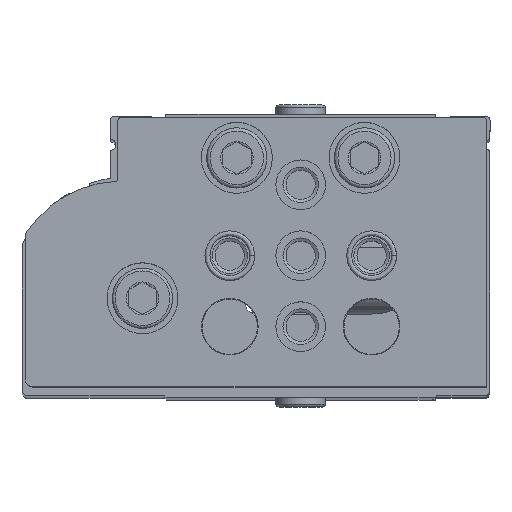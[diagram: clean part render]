
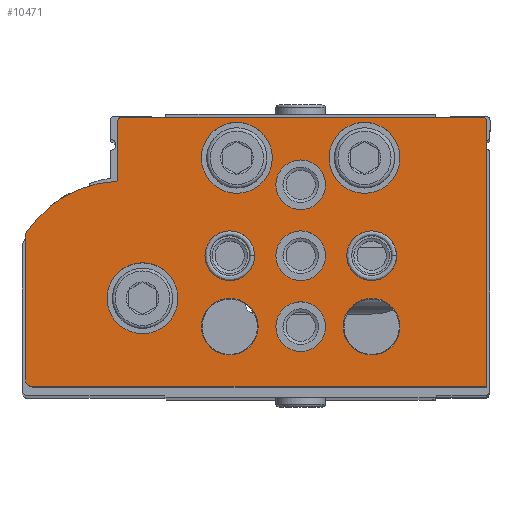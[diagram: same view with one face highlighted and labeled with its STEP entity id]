
A CAD part, top view. The second image highlights one B-rep face of the part: STEP entity #10471.
In plain terms, the highlighted face is planar.
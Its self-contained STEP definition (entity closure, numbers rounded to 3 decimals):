
#1081=LINE('',#17627,#1900);
#1083=LINE('',#17631,#1902);
#1086=LINE('',#17639,#1905);
#1091=LINE('',#17655,#1910);
#1094=LINE('',#17663,#1913);
#1900=VECTOR('',#14348,1000.);
#1902=VECTOR('',#14352,1000.);
#1905=VECTOR('',#14361,1000.);
#1910=VECTOR('',#14380,1000.);
#1913=VECTOR('',#14389,1000.);
#4130=ORIENTED_EDGE('',*,*,#5940,.T.);
#4131=ORIENTED_EDGE('',*,*,#5941,.T.);
#4132=ORIENTED_EDGE('',*,*,#5942,.T.);
#4133=ORIENTED_EDGE('',*,*,#5943,.T.);
#4134=ORIENTED_EDGE('',*,*,#5944,.T.);
#4135=ORIENTED_EDGE('',*,*,#5945,.T.);
#4136=ORIENTED_EDGE('',*,*,#5946,.T.);
#4137=ORIENTED_EDGE('',*,*,#5947,.T.);
#4138=ORIENTED_EDGE('',*,*,#5948,.T.);
#4139=ORIENTED_EDGE('',*,*,#5949,.T.);
#4140=ORIENTED_EDGE('',*,*,#5917,.F.);
#4141=ORIENTED_EDGE('',*,*,#5938,.F.);
#4142=ORIENTED_EDGE('',*,*,#5936,.F.);
#4143=ORIENTED_EDGE('',*,*,#5934,.F.);
#4144=ORIENTED_EDGE('',*,*,#5932,.T.);
#4145=ORIENTED_EDGE('',*,*,#5930,.F.);
#4146=ORIENTED_EDGE('',*,*,#5928,.F.);
#4147=ORIENTED_EDGE('',*,*,#5926,.F.);
#4148=ORIENTED_EDGE('',*,*,#5924,.F.);
#4149=ORIENTED_EDGE('',*,*,#5922,.F.);
#4150=ORIENTED_EDGE('',*,*,#5920,.F.);
#5917=EDGE_CURVE('',#7040,#7041,#7663,.T.);
#5920=EDGE_CURVE('',#7041,#7042,#1081,.T.);
#5922=EDGE_CURVE('',#7042,#7043,#1083,.T.);
#5924=EDGE_CURVE('',#7043,#7044,#7664,.T.);
#5926=EDGE_CURVE('',#7044,#7045,#1086,.T.);
#5928=EDGE_CURVE('',#7045,#7046,#7665,.T.);
#5930=EDGE_CURVE('',#7046,#7047,#7666,.T.);
#5932=EDGE_CURVE('',#7048,#7047,#7667,.T.);
#5934=EDGE_CURVE('',#7048,#7049,#1091,.T.);
#5936=EDGE_CURVE('',#7049,#7050,#7668,.T.);
#5938=EDGE_CURVE('',#7050,#7040,#1094,.T.);
#5940=EDGE_CURVE('',#7051,#7051,#7669,.T.);
#5941=EDGE_CURVE('',#7052,#7052,#7670,.T.);
#5942=EDGE_CURVE('',#7053,#7053,#7671,.T.);
#5943=EDGE_CURVE('',#7054,#7054,#7672,.T.);
#5944=EDGE_CURVE('',#7055,#7055,#7673,.T.);
#5945=EDGE_CURVE('',#7056,#7056,#7674,.T.);
#5946=EDGE_CURVE('',#7057,#7057,#7675,.T.);
#5947=EDGE_CURVE('',#7058,#7058,#7676,.T.);
#5948=EDGE_CURVE('',#7059,#7059,#7677,.T.);
#5949=EDGE_CURVE('',#7060,#7060,#7678,.T.);
#7040=VERTEX_POINT('',#17622);
#7041=VERTEX_POINT('',#17623);
#7042=VERTEX_POINT('',#17628);
#7043=VERTEX_POINT('',#17632);
#7044=VERTEX_POINT('',#17636);
#7045=VERTEX_POINT('',#17640);
#7046=VERTEX_POINT('',#17644);
#7047=VERTEX_POINT('',#17648);
#7048=VERTEX_POINT('',#17652);
#7049=VERTEX_POINT('',#17656);
#7050=VERTEX_POINT('',#17660);
#7051=VERTEX_POINT('',#17667);
#7052=VERTEX_POINT('',#17669);
#7053=VERTEX_POINT('',#17671);
#7054=VERTEX_POINT('',#17673);
#7055=VERTEX_POINT('',#17675);
#7056=VERTEX_POINT('',#17677);
#7057=VERTEX_POINT('',#17679);
#7058=VERTEX_POINT('',#17681);
#7059=VERTEX_POINT('',#17683);
#7060=VERTEX_POINT('',#17685);
#7663=CIRCLE('',#11764,0.5);
#7664=CIRCLE('',#11768,1.);
#7665=CIRCLE('',#11771,1.);
#7666=CIRCLE('',#11773,16.);
#7667=CIRCLE('',#11775,0.3);
#7668=CIRCLE('',#11778,0.5);
#7669=CIRCLE('',#11781,5.);
#7670=CIRCLE('',#11782,5.);
#7671=CIRCLE('',#11783,5.);
#7672=CIRCLE('',#11784,3.5);
#7673=CIRCLE('',#11785,3.5);
#7674=CIRCLE('',#11786,3.5);
#7675=CIRCLE('',#11787,3.5);
#7676=CIRCLE('',#11788,3.5);
#7677=CIRCLE('',#11789,4.);
#7678=CIRCLE('',#11790,4.);
#8408=EDGE_LOOP('',(#4130));
#8409=EDGE_LOOP('',(#4131));
#8410=EDGE_LOOP('',(#4132));
#8411=EDGE_LOOP('',(#4133));
#8412=EDGE_LOOP('',(#4134));
#8413=EDGE_LOOP('',(#4135));
#8414=EDGE_LOOP('',(#4136));
#8415=EDGE_LOOP('',(#4137));
#8416=EDGE_LOOP('',(#4138));
#8417=EDGE_LOOP('',(#4139));
#8418=EDGE_LOOP('',(#4140,#4141,#4142,#4143,#4144,#4145,#4146,#4147,#4148,
#4149,#4150));
#9352=FACE_BOUND('',#8408,.T.);
#9353=FACE_BOUND('',#8409,.T.);
#9354=FACE_BOUND('',#8410,.T.);
#9355=FACE_BOUND('',#8411,.T.);
#9356=FACE_BOUND('',#8412,.T.);
#9357=FACE_BOUND('',#8413,.T.);
#9358=FACE_BOUND('',#8414,.T.);
#9359=FACE_BOUND('',#8415,.T.);
#9360=FACE_BOUND('',#8416,.T.);
#9361=FACE_BOUND('',#8417,.T.);
#9362=FACE_BOUND('',#8418,.T.);
#9926=PLANE('',#11780);
#10471=ADVANCED_FACE('',(#9352,#9353,#9354,#9355,#9356,#9357,#9358,#9359,
#9360,#9361,#9362),#9926,.F.);
#11764=AXIS2_PLACEMENT_3D('',#17621,#14342,#14343);
#11768=AXIS2_PLACEMENT_3D('',#17635,#14356,#14357);
#11771=AXIS2_PLACEMENT_3D('',#17643,#14365,#14366);
#11773=AXIS2_PLACEMENT_3D('',#17647,#14370,#14371);
#11775=AXIS2_PLACEMENT_3D('',#17651,#14375,#14376);
#11778=AXIS2_PLACEMENT_3D('',#17659,#14384,#14385);
#11780=AXIS2_PLACEMENT_3D('',#17665,#14391,#14392);
#11781=AXIS2_PLACEMENT_3D('',#17666,#14393,#14394);
#11782=AXIS2_PLACEMENT_3D('',#17668,#14395,#14396);
#11783=AXIS2_PLACEMENT_3D('',#17670,#14397,#14398);
#11784=AXIS2_PLACEMENT_3D('',#17672,#14399,#14400);
#11785=AXIS2_PLACEMENT_3D('',#17674,#14401,#14402);
#11786=AXIS2_PLACEMENT_3D('',#17676,#14403,#14404);
#11787=AXIS2_PLACEMENT_3D('',#17678,#14405,#14406);
#11788=AXIS2_PLACEMENT_3D('',#17680,#14407,#14408);
#11789=AXIS2_PLACEMENT_3D('',#17682,#14409,#14410);
#11790=AXIS2_PLACEMENT_3D('',#17684,#14411,#14412);
#14342=DIRECTION('',(0.,0.,1.));
#14343=DIRECTION('',(1.,0.,0.));
#14348=DIRECTION('',(0.,-1.,0.));
#14352=DIRECTION('',(1.,0.,0.));
#14356=DIRECTION('',(0.,0.,1.));
#14357=DIRECTION('',(1.,0.,0.));
#14361=DIRECTION('',(0.,1.,0.));
#14365=DIRECTION('',(0.,0.,1.));
#14366=DIRECTION('',(1.,0.,0.));
#14370=DIRECTION('',(0.,0.,1.));
#14371=DIRECTION('',(1.,0.,0.));
#14375=DIRECTION('',(0.,0.,1.));
#14376=DIRECTION('',(1.,0.,0.));
#14380=DIRECTION('',(0.,1.,0.));
#14384=DIRECTION('',(0.,0.,1.));
#14385=DIRECTION('',(1.,0.,0.));
#14389=DIRECTION('',(-1.,0.,0.));
#14391=DIRECTION('',(0.,0.,1.));
#14392=DIRECTION('',(1.,0.,0.));
#14393=DIRECTION('',(0.,0.,1.));
#14394=DIRECTION('',(1.,0.,0.));
#14395=DIRECTION('',(0.,0.,1.));
#14396=DIRECTION('',(1.,0.,0.));
#14397=DIRECTION('',(0.,0.,1.));
#14398=DIRECTION('',(1.,0.,0.));
#14399=DIRECTION('',(0.,0.,1.));
#14400=DIRECTION('',(1.,0.,0.));
#14401=DIRECTION('',(0.,0.,1.));
#14402=DIRECTION('',(1.,0.,0.));
#14403=DIRECTION('',(0.,0.,1.));
#14404=DIRECTION('',(1.,0.,0.));
#14405=DIRECTION('',(0.,0.,1.));
#14406=DIRECTION('',(1.,0.,0.));
#14407=DIRECTION('',(0.,0.,1.));
#14408=DIRECTION('',(1.,0.,0.));
#14409=DIRECTION('',(0.,0.,1.));
#14410=DIRECTION('',(1.,0.,0.));
#14411=DIRECTION('',(0.,0.,1.));
#14412=DIRECTION('',(1.,0.,0.));
#17621=CARTESIAN_POINT('',(0.5,37.5,0.));
#17622=CARTESIAN_POINT('',(0.5,38.,0.));
#17623=CARTESIAN_POINT('',(0.,37.5,0.));
#17627=CARTESIAN_POINT('',(0.,37.5,0.));
#17628=CARTESIAN_POINT('',(0.,0.,0.));
#17631=CARTESIAN_POINT('',(0.,0.,0.));
#17632=CARTESIAN_POINT('',(64.,0.,0.));
#17635=CARTESIAN_POINT('',(64.,1.,0.));
#17636=CARTESIAN_POINT('',(65.,1.,0.));
#17639=CARTESIAN_POINT('',(65.,1.,0.));
#17640=CARTESIAN_POINT('',(65.,21.292,0.));
#17643=CARTESIAN_POINT('',(64.,21.292,0.));
#17644=CARTESIAN_POINT('',(64.833,21.844,0.));
#17647=CARTESIAN_POINT('',(51.5,13.,0.));
#17648=CARTESIAN_POINT('',(52.285,28.981,0.));
#17651=CARTESIAN_POINT('',(52.3,29.28,0.));
#17652=CARTESIAN_POINT('',(52.,29.28,0.));
#17655=CARTESIAN_POINT('',(52.,29.28,0.));
#17656=CARTESIAN_POINT('',(52.,37.5,0.));
#17659=CARTESIAN_POINT('',(51.5,37.5,0.));
#17660=CARTESIAN_POINT('',(51.5,38.,0.));
#17663=CARTESIAN_POINT('',(51.5,38.,0.));
#17665=CARTESIAN_POINT('',(0.5,37.5,0.));
#17666=CARTESIAN_POINT('',(48.5,12.5,0.));
#17667=CARTESIAN_POINT('',(53.5,12.5,0.));
#17668=CARTESIAN_POINT('',(35.2,32.3,0.));
#17669=CARTESIAN_POINT('',(40.2,32.3,0.));
#17670=CARTESIAN_POINT('',(17.2,32.3,0.));
#17671=CARTESIAN_POINT('',(22.2,32.3,0.));
#17672=CARTESIAN_POINT('',(26.2,28.5,0.));
#17673=CARTESIAN_POINT('',(29.7,28.5,0.));
#17674=CARTESIAN_POINT('',(36.2,18.5,0.));
#17675=CARTESIAN_POINT('',(39.7,18.5,0.));
#17676=CARTESIAN_POINT('',(26.2,18.5,0.));
#17677=CARTESIAN_POINT('',(29.7,18.5,0.));
#17678=CARTESIAN_POINT('',(16.2,18.5,0.));
#17679=CARTESIAN_POINT('',(19.7,18.5,0.));
#17680=CARTESIAN_POINT('',(26.2,8.5,0.));
#17681=CARTESIAN_POINT('',(29.7,8.5,0.));
#17682=CARTESIAN_POINT('',(36.2,8.5,0.));
#17683=CARTESIAN_POINT('',(40.2,8.5,0.));
#17684=CARTESIAN_POINT('',(16.2,8.5,0.));
#17685=CARTESIAN_POINT('',(20.2,8.5,0.));
